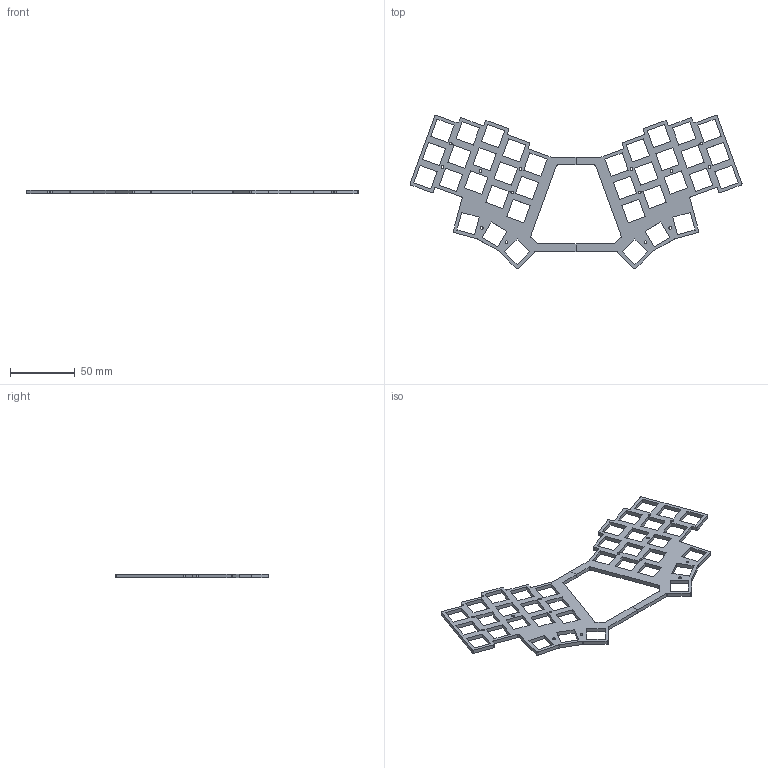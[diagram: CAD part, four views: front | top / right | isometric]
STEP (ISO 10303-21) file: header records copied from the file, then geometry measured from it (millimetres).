
FILE_DESCRIPTION(/* description */ ('STEP AP242','CAx-IF Rec.Pracs.---Representation and Presentation of Product Manufacturing Information (PMI)---4.0---2014-10-13','CAx-IF Rec.Pracs.---3D Tessellated Geometry---0.4---2014-09-14','2;1'),/* implementation_level */ '2;1');
FILE_NAME(/* name */ '639e1b576aa8d219af3eb1b0',/* time_stamp */ '2022-12-17T19:41:11+00:00',/* author */ (''),/* organization */ (''),/* preprocessor_version */ 'ST-DEVELOPER v18.102',/* originating_system */ ' ',/* authorisation */ ' ');
FILE_SCHEMA (('AP242_MANAGED_MODEL_BASED_3D_ENGINEERING_MIM_LF { 1 0 10303 442 1 1 4 }'));
Length unit declared in the file: metre
Products named in the file (2): Left Plate; Right Plate
Bounding box: 255.63 x 118.18 x 3 mm (x, y, z)
Volume: 25884.4 mm3; surface area: 26510.8 mm2
Topology: 2 solids, 2 shells, 258 faces, 762 edges, 508 vertices
Faces by surface type: plane 200, cylinder 58
Full cylindrical faces by diameter (mm): 2 x14
Entity records: 8720 total; most frequent: CARTESIAN_POINT 1516, ORIENTED_EDGE 1496, DIRECTION 1384, EDGE_CURVE 748, LINE 632, VECTOR 632, VERTEX_POINT 508, AXIS2_PLACEMENT_3D 376
